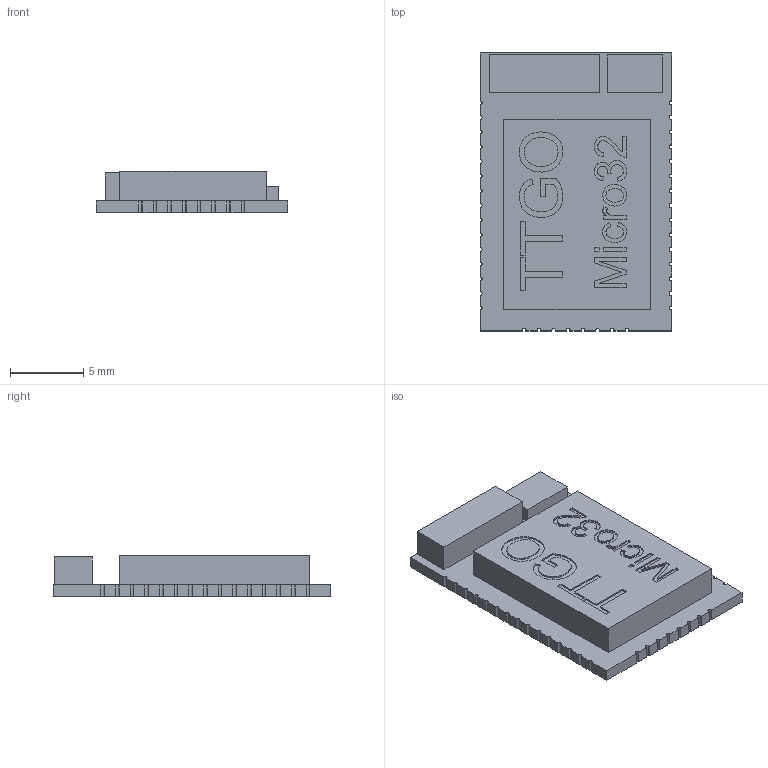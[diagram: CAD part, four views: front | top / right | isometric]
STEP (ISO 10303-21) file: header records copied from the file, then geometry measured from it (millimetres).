
FILE_DESCRIPTION(/* description */ (''),/* implementation_level */ '2;1');
FILE_NAME(/* name */ 'ttgo-micro32-v2.step',/* time_stamp */ '2019-06-16T13:58:26-07:00',/* author */ (''),/* organization */ (''),/* preprocessor_version */ 'ST-DEVELOPER v18',/* originating_system */ 'Autodesk Translation Framework v8.2.0.1029',/* authorisation */ '');
FILE_SCHEMA (('AUTOMOTIVE_DESIGN { 1 0 10303 214 3 1 1 }'));
Length unit declared in the file: millimetre
Products named in the file (1): AP_ESP32B
Bounding box: 13.06 x 18.95 x 2.8 mm (x, y, z)
Volume: 501.9 mm3; surface area: 705.3 mm2
Topology: 1 solids, 1 shells, 300 faces, 843 edges, 562 vertices
Faces by surface type: plane 131, bspline 131, cylinder 38
Entity records: 10931 total; most frequent: CARTESIAN_POINT 3933, ORIENTED_EDGE 1686, DIRECTION 997, EDGE_CURVE 843, VERTEX_POINT 562, LINE 505, VECTOR 505, EDGE_LOOP 317
